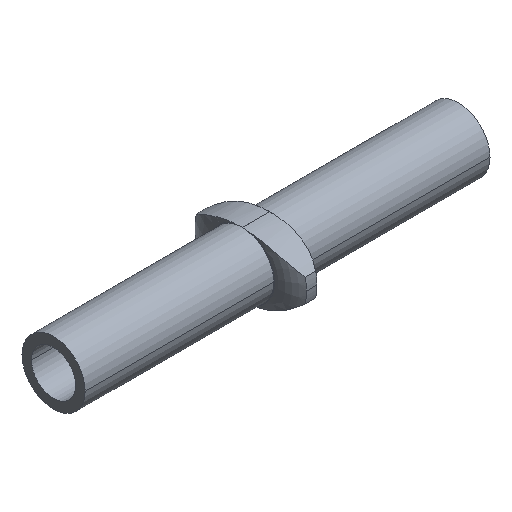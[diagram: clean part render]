
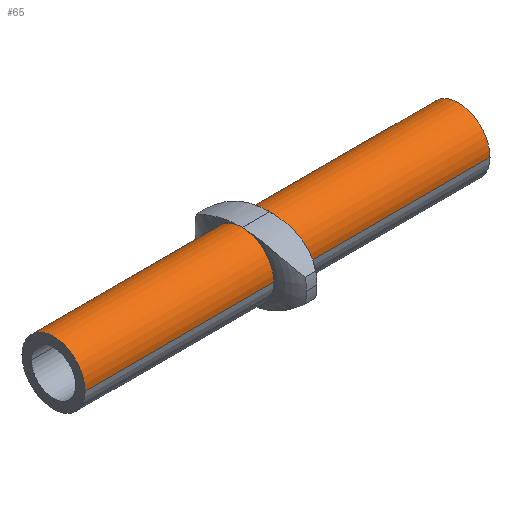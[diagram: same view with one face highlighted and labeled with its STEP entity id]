
A CAD part, isometric view. The second image highlights one B-rep face of the part: STEP entity #65.
In plain terms, the highlighted cylindrical face has radius 3 mm (diameter 6 mm), a partial arc.
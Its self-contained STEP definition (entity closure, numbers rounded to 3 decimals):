
#65=ADVANCED_FACE('',(#107),#108,.T.);
#107=FACE_OUTER_BOUND('',#153,.T.);
#108=CYLINDRICAL_SURFACE('',#154,3.0);
#153=EDGE_LOOP('',(#318,#319,#320,#321,#322,#323,#324,#325,#326,#327,#328,#329));
#154=AXIS2_PLACEMENT_3D('',#330,#331,#332);
#318=ORIENTED_EDGE('',*,*,#347,.T.);
#319=ORIENTED_EDGE('',*,*,#387,.T.);
#320=ORIENTED_EDGE('',*,*,#398,.T.);
#321=ORIENTED_EDGE('',*,*,#395,.T.);
#322=ORIENTED_EDGE('',*,*,#355,.T.);
#323=ORIENTED_EDGE('',*,*,#405,.F.);
#324=ORIENTED_EDGE('',*,*,#353,.T.);
#325=ORIENTED_EDGE('',*,*,#380,.T.);
#326=ORIENTED_EDGE('',*,*,#373,.T.);
#327=ORIENTED_EDGE('',*,*,#381,.T.);
#328=ORIENTED_EDGE('',*,*,#349,.T.);
#329=ORIENTED_EDGE('',*,*,#406,.F.);
#330=CARTESIAN_POINT('',(0.0,0.0,0.0));
#331=DIRECTION('',(-1.0,0.,0.0));
#332=DIRECTION('',(0.,1.0,0.0));
#347=EDGE_CURVE('',#407,#408,#409,.T.);
#349=EDGE_CURVE('',#412,#410,#413,.T.);
#353=EDGE_CURVE('',#420,#418,#421,.T.);
#355=EDGE_CURVE('',#424,#422,#425,.T.);
#373=EDGE_CURVE('',#457,#458,#459,.T.);
#380=EDGE_CURVE('',#418,#457,#469,.T.);
#381=EDGE_CURVE('',#458,#412,#470,.T.);
#387=EDGE_CURVE('',#408,#478,#480,.T.);
#395=EDGE_CURVE('',#493,#424,#494,.T.);
#398=EDGE_CURVE('',#478,#493,#498,.T.);
#405=EDGE_CURVE('',#420,#422,#505,.T.);
#406=EDGE_CURVE('',#407,#410,#506,.T.);
#407=VERTEX_POINT('',#507);
#408=VERTEX_POINT('',#508);
#409=LINE('',#509,#510);
#410=VERTEX_POINT('',#511);
#412=VERTEX_POINT('',#513);
#413=LINE('',#514,#515);
#418=VERTEX_POINT('',#521);
#420=VERTEX_POINT('',#523);
#421=LINE('',#524,#525);
#422=VERTEX_POINT('',#526);
#424=VERTEX_POINT('',#528);
#425=LINE('',#529,#530);
#457=VERTEX_POINT('',#569);
#458=VERTEX_POINT('',#570);
#459=LINE('',#571,#572);
#469=CIRCLE('',#596,3.0);
#470=CIRCLE('',#597,3.0);
#478=VERTEX_POINT('',#605);
#480=CIRCLE('',#607,3.0);
#493=VERTEX_POINT('',#650);
#494=CIRCLE('',#651,3.0);
#498=LINE('',#655,#656);
#505=CIRCLE('',#677,3.0);
#506=CIRCLE('',#678,3.0);
#507=CARTESIAN_POINT('',(19.25,3.0,0.0));
#508=CARTESIAN_POINT('',(1.3,3.0,0.));
#509=CARTESIAN_POINT('',(0.,3.0,0.));
#510=VECTOR('',#679,1.0);
#511=CARTESIAN_POINT('',(19.25,-3.0,0.));
#513=CARTESIAN_POINT('',(1.3,-3.0,0.));
#514=CARTESIAN_POINT('',(0.,-3.0,0.));
#515=VECTOR('',#683,1.0);
#521=CARTESIAN_POINT('',(-1.3,-3.0,0.));
#523=CARTESIAN_POINT('',(-19.25,-3.0,0.));
#524=CARTESIAN_POINT('',(0.,-3.0,0.));
#525=VECTOR('',#691,1.0);
#526=CARTESIAN_POINT('',(-19.25,3.0,0.0));
#528=CARTESIAN_POINT('',(-1.3,3.0,0.));
#529=CARTESIAN_POINT('',(0.,3.0,0.));
#530=VECTOR('',#695,1.0);
#569=CARTESIAN_POINT('',(-1.3,-0.008,3.));
#570=CARTESIAN_POINT('',(1.3,-0.008,3.));
#571=CARTESIAN_POINT('',(-1.3,-0.008,3.));
#572=VECTOR('',#733,1.0);
#596=AXIS2_PLACEMENT_3D('',#746,#747,#748);
#597=AXIS2_PLACEMENT_3D('',#749,#750,#751);
#605=CARTESIAN_POINT('',(1.3,0.002,3.));
#607=AXIS2_PLACEMENT_3D('',#767,#768,#769);
#650=CARTESIAN_POINT('',(-1.3,0.002,3.));
#651=AXIS2_PLACEMENT_3D('',#775,#776,#777);
#655=CARTESIAN_POINT('',(-1.3,0.002,3.));
#656=VECTOR('',#784,1.0);
#677=AXIS2_PLACEMENT_3D('',#797,#798,#799);
#678=AXIS2_PLACEMENT_3D('',#800,#801,#802);
#679=DIRECTION('',(-1.0,0.,0.0));
#683=DIRECTION('',(1.0,0.,-0.0));
#691=DIRECTION('',(1.0,0.,-0.0));
#695=DIRECTION('',(-1.0,0.,0.0));
#733=DIRECTION('',(1.0,0.,0.));
#746=CARTESIAN_POINT('',(-1.3,0.,0.0));
#747=DIRECTION('',(-1.0,0.,0.));
#748=DIRECTION('',(0.,1.0,0.0));
#749=CARTESIAN_POINT('',(1.3,0.,0.0));
#750=DIRECTION('',(1.0,0.,0.));
#751=DIRECTION('',(0.,1.0,0.0));
#767=CARTESIAN_POINT('',(1.3,0.,0.0));
#768=DIRECTION('',(1.0,0.,0.));
#769=DIRECTION('',(0.,1.0,0.0));
#775=CARTESIAN_POINT('',(-1.3,0.,0.0));
#776=DIRECTION('',(-1.0,0.,0.));
#777=DIRECTION('',(0.,1.0,0.0));
#784=DIRECTION('',(-1.0,0.,0.));
#797=CARTESIAN_POINT('',(-19.25,0.,0.0));
#798=DIRECTION('',(-1.0,0.,0.0));
#799=DIRECTION('',(0.,1.0,0.0));
#800=CARTESIAN_POINT('',(19.25,0.,0.0));
#801=DIRECTION('',(1.0,0.,0.0));
#802=DIRECTION('',(0.,1.0,0.0));
